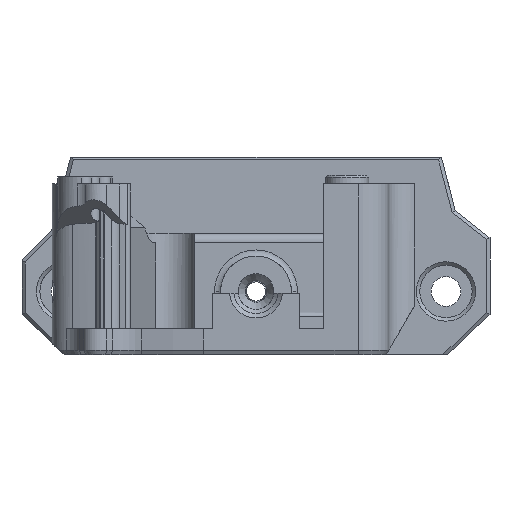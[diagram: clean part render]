
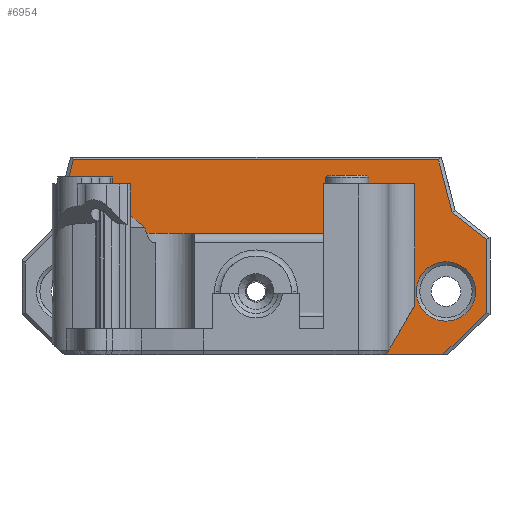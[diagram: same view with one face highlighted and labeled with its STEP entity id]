
A CAD part, front view. The second image highlights one B-rep face of the part: STEP entity #6954.
In plain terms, the highlighted planar face has unit normal (0, -1, 0).
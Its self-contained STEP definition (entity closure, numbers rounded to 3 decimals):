
#608=CIRCLE('',#7689,3.4);
#2591=ORIENTED_EDGE('',*,*,#3773,.T.);
#2592=ORIENTED_EDGE('',*,*,#3044,.T.);
#2593=ORIENTED_EDGE('',*,*,#2955,.T.);
#2594=ORIENTED_EDGE('',*,*,#3774,.T.);
#2595=ORIENTED_EDGE('',*,*,#3775,.T.);
#2596=ORIENTED_EDGE('',*,*,#3776,.T.);
#2597=ORIENTED_EDGE('',*,*,#3777,.T.);
#2598=ORIENTED_EDGE('',*,*,#3778,.T.);
#2599=ORIENTED_EDGE('',*,*,#3779,.T.);
#2600=ORIENTED_EDGE('',*,*,#2929,.F.);
#2601=ORIENTED_EDGE('',*,*,#3077,.T.);
#2602=ORIENTED_EDGE('',*,*,#3066,.F.);
#2603=ORIENTED_EDGE('',*,*,#3079,.T.);
#2604=ORIENTED_EDGE('',*,*,#3050,.F.);
#2605=ORIENTED_EDGE('',*,*,#3780,.T.);
#2929=EDGE_CURVE('',#3939,#3940,#4578,.T.);
#2955=EDGE_CURVE('',#3960,#3959,#4593,.T.);
#3044=EDGE_CURVE('',#4043,#3960,#4636,.T.);
#3050=EDGE_CURVE('',#4048,#4049,#4640,.T.);
#3066=EDGE_CURVE('',#4062,#4063,#4648,.T.);
#3077=EDGE_CURVE('',#3939,#4063,#4654,.T.);
#3079=EDGE_CURVE('',#4062,#4049,#4656,.T.);
#3773=EDGE_CURVE('',#4048,#4043,#4989,.T.);
#3774=EDGE_CURVE('',#3959,#4483,#4990,.T.);
#3775=EDGE_CURVE('',#4483,#4484,#4991,.T.);
#3776=EDGE_CURVE('',#4484,#4485,#4992,.T.);
#3777=EDGE_CURVE('',#4485,#4486,#4993,.T.);
#3778=EDGE_CURVE('',#4486,#4487,#4994,.T.);
#3779=EDGE_CURVE('',#4487,#3940,#4995,.T.);
#3780=EDGE_CURVE('',#4488,#4488,#608,.T.);
#3939=VERTEX_POINT('',#9998);
#3940=VERTEX_POINT('',#9999);
#3959=VERTEX_POINT('',#10078);
#3960=VERTEX_POINT('',#10080);
#4043=VERTEX_POINT('',#10295);
#4048=VERTEX_POINT('',#10306);
#4049=VERTEX_POINT('',#10308);
#4062=VERTEX_POINT('',#10338);
#4063=VERTEX_POINT('',#10340);
#4483=VERTEX_POINT('',#13017);
#4484=VERTEX_POINT('',#13019);
#4485=VERTEX_POINT('',#13021);
#4486=VERTEX_POINT('',#13023);
#4487=VERTEX_POINT('',#13025);
#4488=VERTEX_POINT('',#13028);
#4578=LINE('',#9997,#5082);
#4593=LINE('',#10079,#5097);
#4636=LINE('',#10294,#5140);
#4640=LINE('',#10307,#5144);
#4648=LINE('',#10339,#5152);
#4654=LINE('',#10361,#5158);
#4656=LINE('',#10364,#5160);
#4989=LINE('',#13015,#5493);
#4990=LINE('',#13016,#5494);
#4991=LINE('',#13018,#5495);
#4992=LINE('',#13020,#5496);
#4993=LINE('',#13022,#5497);
#4994=LINE('',#13024,#5498);
#4995=LINE('',#13026,#5499);
#5082=VECTOR('',#7899,1000.);
#5097=VECTOR('',#7932,1000.);
#5140=VECTOR('',#8067,1000.);
#5144=VECTOR('',#8077,1000.);
#5152=VECTOR('',#8105,1000.);
#5158=VECTOR('',#8123,1000.);
#5160=VECTOR('',#8127,1000.);
#5493=VECTOR('',#9540,1000.);
#5494=VECTOR('',#9541,1000.);
#5495=VECTOR('',#9542,1000.);
#5496=VECTOR('',#9543,1000.);
#5497=VECTOR('',#9544,1000.);
#5498=VECTOR('',#9545,1000.);
#5499=VECTOR('',#9546,1000.);
#5929=EDGE_LOOP('',(#2591,#2592,#2593,#2594,#2595,#2596,#2597,#2598,#2599,
#2600,#2601,#2602,#2603,#2604));
#5930=EDGE_LOOP('',(#2605));
#6387=FACE_BOUND('',#5929,.T.);
#6388=FACE_BOUND('',#5930,.T.);
#6585=PLANE('',#7688);
#6954=ADVANCED_FACE('',(#6387,#6388),#6585,.F.);
#7688=AXIS2_PLACEMENT_3D('',#13014,#9538,#9539);
#7689=AXIS2_PLACEMENT_3D('',#13027,#9547,#9548);
#7899=DIRECTION('',(-1.,0.,0.));
#7932=DIRECTION('',(1.,0.,0.));
#8067=DIRECTION('',(-0.5,0.,-0.866));
#8077=DIRECTION('',(-1.,0.,0.));
#8105=DIRECTION('',(-1.,0.,0.));
#8123=DIRECTION('',(0.,0.,-1.));
#8127=DIRECTION('',(0.,0.,1.));
#9538=DIRECTION('',(0.,1.,0.));
#9539=DIRECTION('',(0.,0.,1.));
#9540=DIRECTION('',(0.,0.,-1.));
#9541=DIRECTION('',(0.722,0.,0.692));
#9542=DIRECTION('',(0.,0.,1.));
#9543=DIRECTION('',(-0.788,0.,0.616));
#9544=DIRECTION('',(-0.25,0.,0.968));
#9545=DIRECTION('',(-1.,0.,0.));
#9546=DIRECTION('',(-0.25,0.,-0.968));
#9547=DIRECTION('',(0.,1.,0.));
#9548=DIRECTION('',(-1.,0.,0.));
#9997=CARTESIAN_POINT('',(-0.82,16.895,19.558));
#9998=CARTESIAN_POINT('',(-12.62,16.895,19.558));
#9999=CARTESIAN_POINT('',(-18.369,16.895,19.558));
#10078=CARTESIAN_POINT('',(24.64,16.895,0.));
#10079=CARTESIAN_POINT('',(14.342,16.895,0.));
#10080=CARTESIAN_POINT('',(18.141,16.895,0.));
#10294=CARTESIAN_POINT('',(18.141,16.895,0.));
#10295=CARTESIAN_POINT('',(21.43,16.895,5.696));
#10306=CARTESIAN_POINT('',(21.43,16.895,19.558));
#10307=CARTESIAN_POINT('',(-0.82,16.895,19.558));
#10308=CARTESIAN_POINT('',(11.98,16.895,19.558));
#10338=CARTESIAN_POINT('',(11.98,16.895,13.9));
#10339=CARTESIAN_POINT('',(-0.82,16.895,13.9));
#10340=CARTESIAN_POINT('',(-12.62,16.895,13.9));
#10361=CARTESIAN_POINT('',(-12.62,16.895,3.));
#10364=CARTESIAN_POINT('',(11.98,16.895,3.));
#13014=CARTESIAN_POINT('',(14.342,16.895,78.723));
#13015=CARTESIAN_POINT('',(21.43,16.895,0.5));
#13016=CARTESIAN_POINT('',(58.599,16.895,32.55));
#13017=CARTESIAN_POINT('',(29.636,16.895,4.789));
#13018=CARTESIAN_POINT('',(29.636,16.895,78.723));
#13019=CARTESIAN_POINT('',(29.636,16.895,13.196));
#13020=CARTESIAN_POINT('',(25.811,16.895,16.188));
#13021=CARTESIAN_POINT('',(25.704,16.895,16.272));
#13022=CARTESIAN_POINT('',(9.853,16.895,77.562));
#13023=CARTESIAN_POINT('',(24.143,16.895,22.306));
#13024=CARTESIAN_POINT('',(14.342,16.895,22.306));
#13025=CARTESIAN_POINT('',(-17.658,16.895,22.306));
#13026=CARTESIAN_POINT('',(-19.773,16.895,14.13));
#13027=CARTESIAN_POINT('',(24.992,16.895,7.253));
#13028=CARTESIAN_POINT('',(21.592,16.895,7.253));
